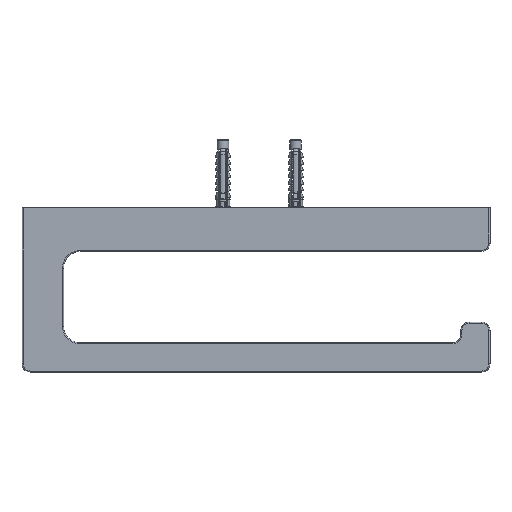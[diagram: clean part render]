
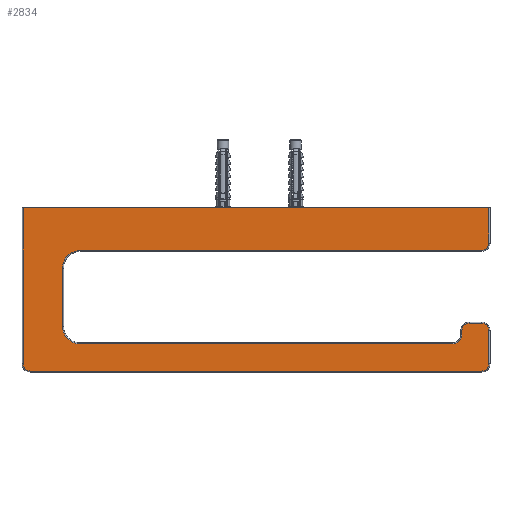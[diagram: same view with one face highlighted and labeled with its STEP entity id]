
A CAD part, top view. The second image highlights one B-rep face of the part: STEP entity #2834.
In plain terms, the highlighted planar face has unit normal (0, 0, 1).
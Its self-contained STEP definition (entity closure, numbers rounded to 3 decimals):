
#1=DIRECTION('',(0.,1.,0.));
#2=VECTOR('',#1,75.);
#3=CARTESIAN_POINT('',(-112.,-32.926,3.5));
#4=LINE('',#3,#2);
#5=DIRECTION('',(-1.,0.,0.));
#6=VECTOR('',#5,224.);
#7=CARTESIAN_POINT('',(112.,42.074,3.5));
#8=LINE('',#7,#6);
#9=DIRECTION('',(0.,-1.,0.));
#10=VECTOR('',#9,17.);
#11=CARTESIAN_POINT('',(112.,42.074,3.5));
#12=LINE('',#11,#10);
#13=CARTESIAN_POINT('',(108.5,25.074,3.5));
#14=DIRECTION('',(0.,0.,-1.));
#15=DIRECTION('',(1.,0.,0.));
#16=AXIS2_PLACEMENT_3D('',#13,#14,#15);
#18=DIRECTION('',(-1.,0.,0.));
#19=VECTOR('',#18,193.);
#20=CARTESIAN_POINT('',(108.5,21.574,3.5));
#21=LINE('',#20,#19);
#22=CARTESIAN_POINT('',(-84.5,13.074,3.5));
#23=DIRECTION('',(0.,0.,1.));
#24=DIRECTION('',(0.,1.,0.));
#25=AXIS2_PLACEMENT_3D('',#22,#23,#24);
#27=DIRECTION('',(0.,-1.,0.));
#28=VECTOR('',#27,28.);
#29=CARTESIAN_POINT('',(-93.,13.074,3.5));
#30=LINE('',#29,#28);
#31=CARTESIAN_POINT('',(-84.5,-14.926,3.5));
#32=DIRECTION('',(0.,0.,1.));
#33=DIRECTION('',(-1.,0.,0.));
#34=AXIS2_PLACEMENT_3D('',#31,#32,#33);
#36=DIRECTION('',(1.,0.,0.));
#37=VECTOR('',#36,179.);
#38=CARTESIAN_POINT('',(-84.5,-23.426,3.5));
#39=LINE('',#38,#37);
#40=CARTESIAN_POINT('',(94.5,-18.926,3.5));
#41=DIRECTION('',(0.,0.,1.));
#42=DIRECTION('',(0.,-1.,0.));
#43=AXIS2_PLACEMENT_3D('',#40,#41,#42);
#45=DIRECTION('',(0.,1.,0.));
#46=VECTOR('',#45,2.);
#47=CARTESIAN_POINT('',(99.,-18.926,3.5));
#48=LINE('',#47,#46);
#49=CARTESIAN_POINT('',(102.5,-16.926,3.5));
#50=DIRECTION('',(0.,0.,-1.));
#51=DIRECTION('',(-1.,0.,0.));
#52=AXIS2_PLACEMENT_3D('',#49,#50,#51);
#54=DIRECTION('',(1.,0.,0.));
#55=VECTOR('',#54,6.);
#56=CARTESIAN_POINT('',(102.5,-13.426,3.5));
#57=LINE('',#56,#55);
#58=CARTESIAN_POINT('',(108.5,-16.926,3.5));
#59=DIRECTION('',(0.,0.,-1.));
#60=DIRECTION('',(0.,1.,0.));
#61=AXIS2_PLACEMENT_3D('',#58,#59,#60);
#63=DIRECTION('',(0.,-1.,0.));
#64=VECTOR('',#63,16.);
#65=CARTESIAN_POINT('',(112.,-16.926,3.5));
#66=LINE('',#65,#64);
#67=CARTESIAN_POINT('',(108.5,-32.926,3.5));
#68=DIRECTION('',(0.,0.,-1.));
#69=DIRECTION('',(1.,0.,0.));
#70=AXIS2_PLACEMENT_3D('',#67,#68,#69);
#72=DIRECTION('',(-1.,0.,0.));
#73=VECTOR('',#72,217.);
#74=CARTESIAN_POINT('',(108.5,-36.426,3.5));
#75=LINE('',#74,#73);
#76=CARTESIAN_POINT('',(-108.5,-32.926,3.5));
#77=DIRECTION('',(0.,0.,-1.));
#78=DIRECTION('',(0.,-1.,0.));
#79=AXIS2_PLACEMENT_3D('',#76,#77,#78);
#2378=CARTESIAN_POINT('',(-112.,42.074,3.5));
#2380=VERTEX_POINT('',#2378);
#2381=CARTESIAN_POINT('',(-112.,-32.926,3.5));
#2382=VERTEX_POINT('',#2381);
#2387=CARTESIAN_POINT('',(-108.5,-36.426,3.5));
#2388=VERTEX_POINT('',#2387);
#2391=CARTESIAN_POINT('',(108.5,-36.426,3.5));
#2392=VERTEX_POINT('',#2391);
#2395=CARTESIAN_POINT('',(112.,-32.926,3.5));
#2396=VERTEX_POINT('',#2395);
#2399=CARTESIAN_POINT('',(112.,-16.926,3.5));
#2400=VERTEX_POINT('',#2399);
#2403=CARTESIAN_POINT('',(108.5,-13.426,3.5));
#2404=VERTEX_POINT('',#2403);
#2407=CARTESIAN_POINT('',(102.5,-13.426,3.5));
#2408=VERTEX_POINT('',#2407);
#2411=CARTESIAN_POINT('',(99.,-16.926,3.5));
#2412=VERTEX_POINT('',#2411);
#2415=CARTESIAN_POINT('',(99.,-18.926,3.5));
#2416=VERTEX_POINT('',#2415);
#2419=CARTESIAN_POINT('',(94.5,-23.426,3.5));
#2420=VERTEX_POINT('',#2419);
#2423=CARTESIAN_POINT('',(-84.5,-23.426,3.5));
#2424=VERTEX_POINT('',#2423);
#2427=CARTESIAN_POINT('',(-93.,-14.926,3.5));
#2428=VERTEX_POINT('',#2427);
#2431=CARTESIAN_POINT('',(-93.,13.074,3.5));
#2432=VERTEX_POINT('',#2431);
#2435=CARTESIAN_POINT('',(-84.5,21.574,3.5));
#2436=VERTEX_POINT('',#2435);
#2439=CARTESIAN_POINT('',(108.5,21.574,3.5));
#2440=VERTEX_POINT('',#2439);
#2443=CARTESIAN_POINT('',(112.,25.074,3.5));
#2444=VERTEX_POINT('',#2443);
#2445=CARTESIAN_POINT('',(112.,42.074,3.5));
#2447=VERTEX_POINT('',#2445);
#2791=CARTESIAN_POINT('',(0.,0.,3.5));
#2792=DIRECTION('',(0.,0.,1.));
#2793=DIRECTION('',(1.,0.,0.));
#2794=AXIS2_PLACEMENT_3D('',#2791,#2792,#2793);
#2795=PLANE('',#2794);
#2797=ORIENTED_EDGE('',*,*,#2796,.T.);
#2799=ORIENTED_EDGE('',*,*,#2798,.F.);
#2801=ORIENTED_EDGE('',*,*,#2800,.T.);
#2803=ORIENTED_EDGE('',*,*,#2802,.T.);
#2805=ORIENTED_EDGE('',*,*,#2804,.T.);
#2807=ORIENTED_EDGE('',*,*,#2806,.T.);
#2809=ORIENTED_EDGE('',*,*,#2808,.T.);
#2811=ORIENTED_EDGE('',*,*,#2810,.T.);
#2813=ORIENTED_EDGE('',*,*,#2812,.T.);
#2815=ORIENTED_EDGE('',*,*,#2814,.T.);
#2817=ORIENTED_EDGE('',*,*,#2816,.T.);
#2819=ORIENTED_EDGE('',*,*,#2818,.T.);
#2821=ORIENTED_EDGE('',*,*,#2820,.T.);
#2823=ORIENTED_EDGE('',*,*,#2822,.T.);
#2825=ORIENTED_EDGE('',*,*,#2824,.T.);
#2827=ORIENTED_EDGE('',*,*,#2826,.T.);
#2829=ORIENTED_EDGE('',*,*,#2828,.T.);
#2831=ORIENTED_EDGE('',*,*,#2830,.T.);
#2832=EDGE_LOOP('',(#2797,#2799,#2801,#2803,#2805,#2807,#2809,#2811,#2813,#2815,
#2817,#2819,#2821,#2823,#2825,#2827,#2829,#2831));
#2833=FACE_OUTER_BOUND('',#2832,.F.);
#2834=ADVANCED_FACE('',(#2833),#2795,.T.);
#17=CIRCLE('',#16,3.5);
#26=CIRCLE('',#25,8.5);
#35=CIRCLE('',#34,8.5);
#44=CIRCLE('',#43,4.5);
#53=CIRCLE('',#52,3.5);
#62=CIRCLE('',#61,3.5);
#71=CIRCLE('',#70,3.5);
#80=CIRCLE('',#79,3.5);
#2796=EDGE_CURVE('',#2382,#2380,#4,.T.);
#2798=EDGE_CURVE('',#2447,#2380,#8,.T.);
#2800=EDGE_CURVE('',#2447,#2444,#12,.T.);
#2802=EDGE_CURVE('',#2444,#2440,#17,.T.);
#2804=EDGE_CURVE('',#2440,#2436,#21,.T.);
#2806=EDGE_CURVE('',#2436,#2432,#26,.T.);
#2808=EDGE_CURVE('',#2432,#2428,#30,.T.);
#2810=EDGE_CURVE('',#2428,#2424,#35,.T.);
#2812=EDGE_CURVE('',#2424,#2420,#39,.T.);
#2814=EDGE_CURVE('',#2420,#2416,#44,.T.);
#2816=EDGE_CURVE('',#2416,#2412,#48,.T.);
#2818=EDGE_CURVE('',#2412,#2408,#53,.T.);
#2820=EDGE_CURVE('',#2408,#2404,#57,.T.);
#2822=EDGE_CURVE('',#2404,#2400,#62,.T.);
#2824=EDGE_CURVE('',#2400,#2396,#66,.T.);
#2826=EDGE_CURVE('',#2396,#2392,#71,.T.);
#2828=EDGE_CURVE('',#2392,#2388,#75,.T.);
#2830=EDGE_CURVE('',#2388,#2382,#80,.T.);
